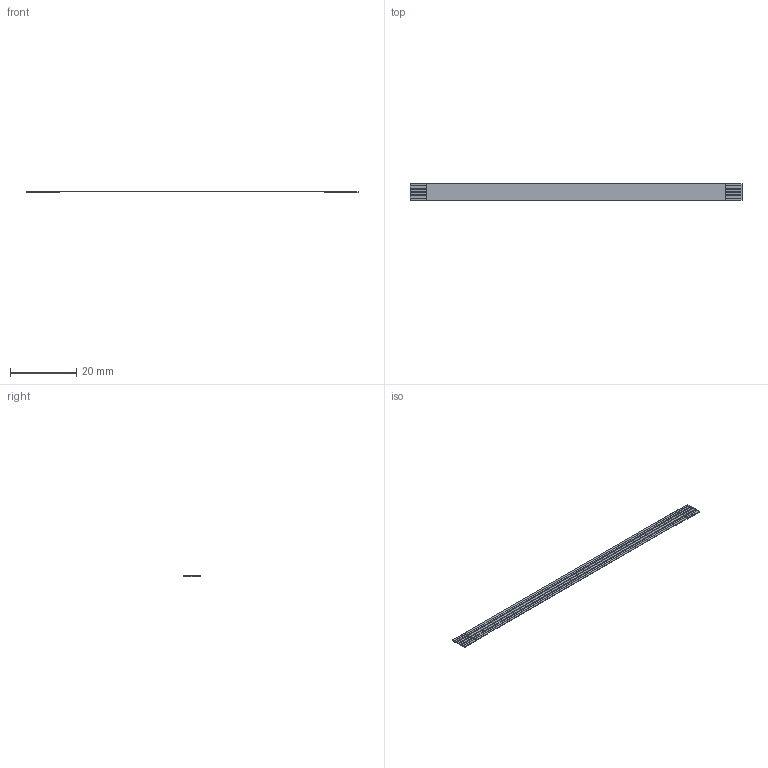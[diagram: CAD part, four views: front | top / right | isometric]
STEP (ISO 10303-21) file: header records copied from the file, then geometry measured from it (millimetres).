
FILE_DESCRIPTION(/* description */ ('Unknown'),/* implementation_level */ '2;1');
FILE_NAME(/* name */ '686604100001',/* time_stamp */ '2020-02-06T15:38:36+01:00',/* author */ ('Unknown'),/* organization */ ('Unknown'),/* preprocessor_version */ 'ST-DEVELOPER v16.7',/* originating_system */ 'DEX',/* authorisation */ $);
FILE_SCHEMA (('AUTOMOTIVE_DESIGN {1 0 10303 214 3 1 1}'));
Length unit declared in the file: millimetre
Products named in the file (2): 6866xx100001; 686604100001
Assembly tree (1 placements, depth 2):
  6866xx100001
    686604100001
Bounding box: 100 x 5 x 0.36 mm (x, y, z)
Volume: 75.3 mm3; surface area: 1585.3 mm2
Topology: 1 solids, 1 shells, 44 faces, 126 edges, 76 vertices
Faces by surface type: plane 44
Entity records: 1771 total; most frequent: ORIENTED_EDGE 252, CARTESIAN_POINT 248, DIRECTION 218, EDGE_CURVE 126, LINE 126, VECTOR 126, VERTEX_POINT 76, AXIS2_PLACEMENT_3D 46
